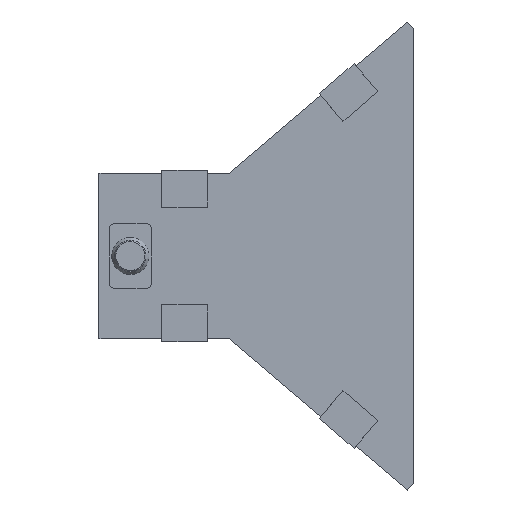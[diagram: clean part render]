
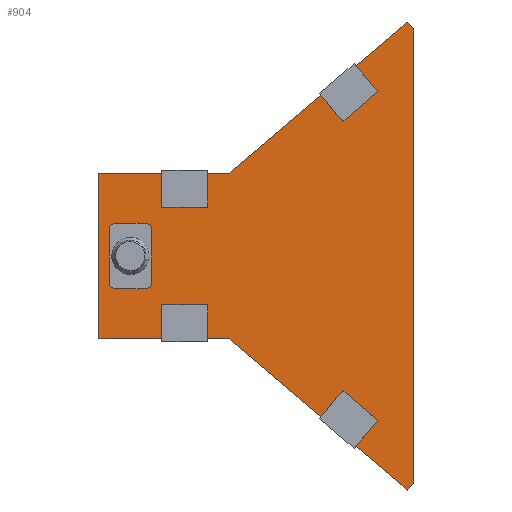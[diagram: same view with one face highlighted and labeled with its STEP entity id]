
A CAD part, top view. The second image highlights one B-rep face of the part: STEP entity #904.
In plain terms, the highlighted planar face has unit normal (0, 0, 1).
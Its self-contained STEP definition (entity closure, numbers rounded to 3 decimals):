
#48=FACE_OUTER_BOUND('',#105,.T.);
#105=EDGE_LOOP('',(#604,#605,#606,#607,#608,#609,#610,#611));
#162=LINE('',#1295,#276);
#166=LINE('',#1303,#280);
#167=LINE('',#1305,#281);
#168=LINE('',#1307,#282);
#169=LINE('',#1309,#283);
#170=LINE('',#1311,#284);
#171=LINE('',#1313,#285);
#172=LINE('',#1314,#286);
#276=VECTOR('',#1041,1.);
#280=VECTOR('',#1047,1.);
#281=VECTOR('',#1048,1.);
#282=VECTOR('',#1049,10.);
#283=VECTOR('',#1050,1.);
#284=VECTOR('',#1051,1.);
#285=VECTOR('',#1052,1.);
#286=VECTOR('',#1053,1.);
#390=VERTEX_POINT('',#1293);
#391=VERTEX_POINT('',#1294);
#394=VERTEX_POINT('',#1302);
#395=VERTEX_POINT('',#1304);
#396=VERTEX_POINT('',#1306);
#397=VERTEX_POINT('',#1308);
#398=VERTEX_POINT('',#1310);
#399=VERTEX_POINT('',#1312);
#474=EDGE_CURVE('',#390,#391,#162,.T.);
#478=EDGE_CURVE('',#390,#394,#166,.T.);
#479=EDGE_CURVE('',#394,#395,#167,.T.);
#480=EDGE_CURVE('',#396,#395,#168,.T.);
#481=EDGE_CURVE('',#396,#397,#169,.T.);
#482=EDGE_CURVE('',#397,#398,#170,.T.);
#483=EDGE_CURVE('',#398,#399,#171,.T.);
#484=EDGE_CURVE('',#391,#399,#172,.T.);
#604=ORIENTED_EDGE('',*,*,#474,.F.);
#605=ORIENTED_EDGE('',*,*,#478,.T.);
#606=ORIENTED_EDGE('',*,*,#479,.T.);
#607=ORIENTED_EDGE('',*,*,#480,.F.);
#608=ORIENTED_EDGE('',*,*,#481,.T.);
#609=ORIENTED_EDGE('',*,*,#482,.T.);
#610=ORIENTED_EDGE('',*,*,#483,.T.);
#611=ORIENTED_EDGE('',*,*,#484,.F.);
#853=PLANE('',#969);
#904=ADVANCED_FACE('',(#48),#853,.T.);
#969=AXIS2_PLACEMENT_3D('',#1301,#1045,#1046);
#1041=DIRECTION('',(-0.761,0.648,0.));
#1045=DIRECTION('center_axis',(0.,0.,1.));
#1046=DIRECTION('ref_axis',(1.,0.,0.));
#1047=DIRECTION('',(0.648,0.761,0.));
#1048=DIRECTION('',(0.,1.,0.));
#1049=DIRECTION('',(0.648,-0.761,0.));
#1050=DIRECTION('',(-0.761,-0.648,0.));
#1051=DIRECTION('',(-1.,0.,0.));
#1052=DIRECTION('',(0.,-1.,0.));
#1053=DIRECTION('',(-1.,0.,0.));
#1293=CARTESIAN_POINT('',(152.709,-67.459,0.8));
#1294=CARTESIAN_POINT('',(67.809,4.841,0.8));
#1295=CARTESIAN_POINT('',(89.533,-13.659,0.8));
#1301=CARTESIAN_POINT('Origin',(64.909,44.541,0.8));
#1302=CARTESIAN_POINT('',(155.509,-64.171,0.8));
#1303=CARTESIAN_POINT('',(154.109,-65.815,0.8));
#1304=CARTESIAN_POINT('',(155.509,153.253,0.8));
#1305=CARTESIAN_POINT('',(155.509,44.541,0.8));
#1306=CARTESIAN_POINT('',(152.709,156.541,0.8));
#1307=CARTESIAN_POINT('',(152.709,156.541,0.8));
#1308=CARTESIAN_POINT('',(67.809,84.241,0.8));
#1309=CARTESIAN_POINT('',(89.533,102.741,0.8));
#1310=CARTESIAN_POINT('',(5.209,84.241,0.8));
#1311=CARTESIAN_POINT('',(20.059,84.241,0.8));
#1312=CARTESIAN_POINT('',(5.209,4.841,0.8));
#1313=CARTESIAN_POINT('',(5.209,44.541,0.8));
#1314=CARTESIAN_POINT('',(20.059,4.841,0.8));
